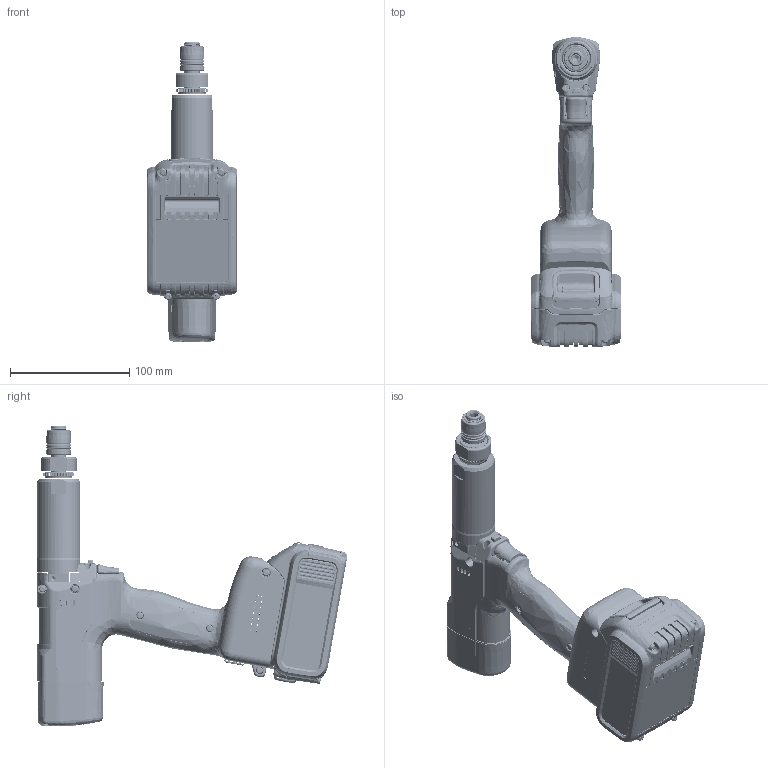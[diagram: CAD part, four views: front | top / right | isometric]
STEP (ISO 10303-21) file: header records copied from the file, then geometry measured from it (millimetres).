
FILE_DESCRIPTION((''),'2;1');
FILE_NAME('SHRINK_SW0001','2018-05-02T',('TAS0721'),(''),'PRO/ENGINEER BY PARAMETRIC TECHNOLOGY CORPORATION, 2016360','PRO/ENGINEER BY PARAMETRIC TECHNOLOGY CORPORATION, 2016360','');
FILE_SCHEMA(('CONFIG_CONTROL_DESIGN'));
Products named in the file (1): SHRINK_SW0001
Bounding box: 75.49 x 259.6 x 251.53 mm (x, y, z)
Surface area: 246327.8 mm2 (no closed solid volume)
Topology: 0 solids, 262 shells, 5506 faces, 21603 edges, 15719 vertices
Faces by surface type: plane 2487, bspline 1239, cylinder 1220, cone 245, torus 150, extrusion 106, sphere 55, revolution 4
Entity records: 328449 total; most frequent: CARTESIAN_POINT 171212, ORIENTED_EDGE 33054, DIRECTION 25060, EDGE_CURVE 21572, VERTEX_POINT 15719, VECTOR 10606, LINE 10500, B_SPLINE_CURVE_WITH_KNOTS 8114
